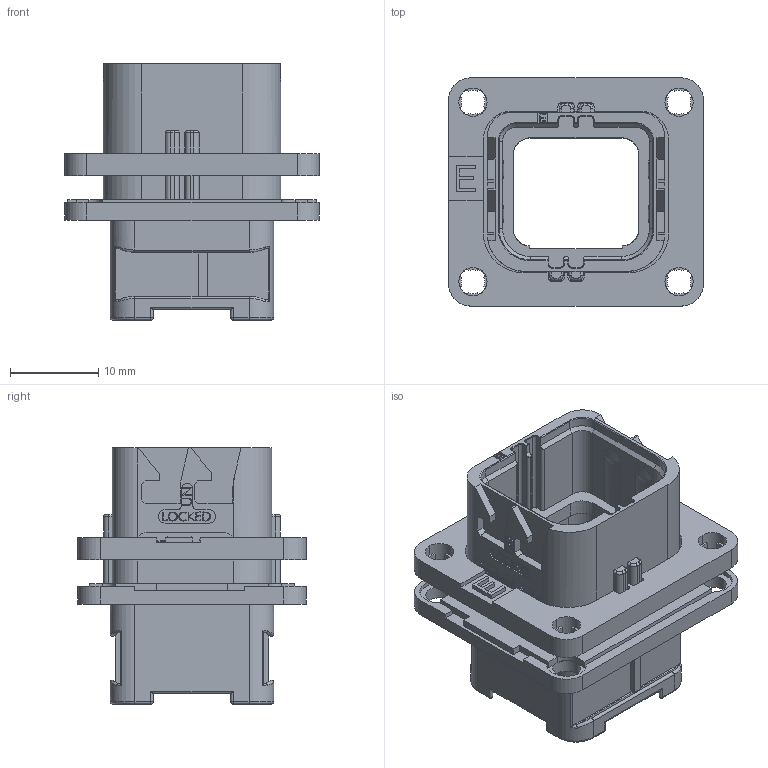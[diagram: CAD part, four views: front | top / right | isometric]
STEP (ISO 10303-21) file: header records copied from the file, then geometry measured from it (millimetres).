
FILE_DESCRIPTION((''),'2;1');
FILE_NAME('SIM2B24E120','2019-10-21T',('presta_be4'),(''),'CREO PARAMETRIC BY PTC INC, 2018360','CREO PARAMETRIC BY PTC INC, 2018360','');
FILE_SCHEMA(('CONFIG_CONTROL_DESIGN'));
Length unit declared in the file: millimetre
Products named in the file (1): SIM2B24E120
Bounding box: 28.8 x 25.8 x 28.97 mm (x, y, z)
Volume: 4990.3 mm3; surface area: 6457.2 mm2
Topology: 2 solids, 2 shells, 1616 faces, 4455 edges, 2902 vertices
Faces by surface type: plane 678, extrusion 608, cylinder 226, torus 44, bspline 28, sphere 24, cone 8
Entity records: 54446 total; most frequent: CARTESIAN_POINT 15652, ORIENTED_EDGE 8894, DIRECTION 6169, EDGE_CURVE 4447, VECTOR 3161, VERTEX_POINT 2902, LINE 2553, B_SPLINE_CURVE_WITH_KNOTS 1978
